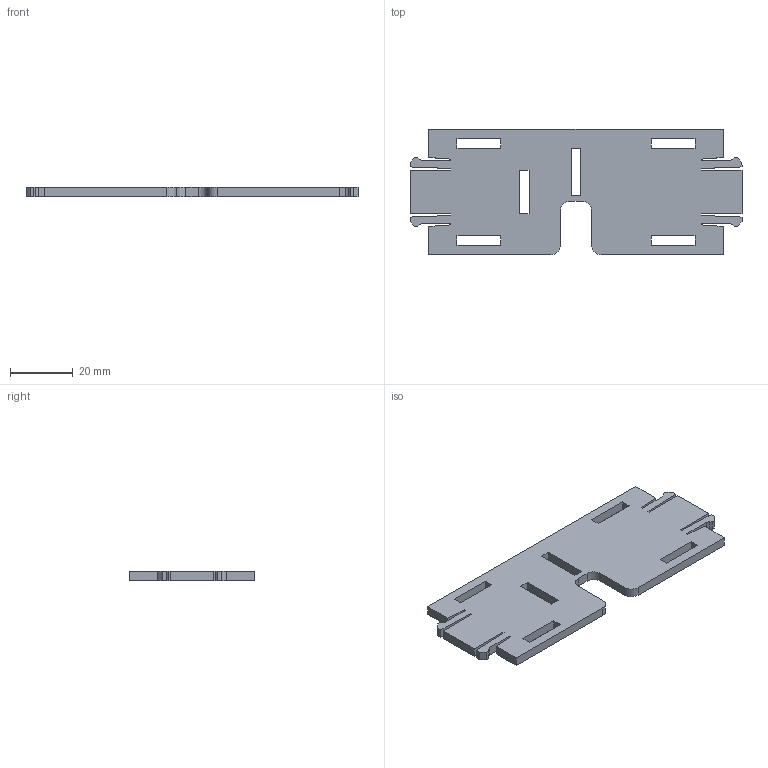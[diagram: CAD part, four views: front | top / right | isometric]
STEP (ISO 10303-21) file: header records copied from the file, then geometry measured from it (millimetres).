
FILE_DESCRIPTION (( 'STEP AP203' ), '1' );
FILE_NAME ('mouth-frame-5.step', '2015-02-17T13:11:02', ( 'Cesar' ), ( '' ), 'SwSTEP 2.0', 'SolidWorks 2013', '' );
FILE_SCHEMA (( 'CONFIG_CONTROL_DESIGN' ));
Length unit declared in the file: millimetre
Products named in the file (1): mouth-frame-5
Bounding box: 106 x 40 x 3 mm (x, y, z)
Volume: 10569 mm3; surface area: 9100.2 mm2
Topology: 1 solids, 1 shells, 86 faces, 252 edges, 168 vertices
Faces by surface type: plane 82, cylinder 4
Entity records: 2905 total; most frequent: CARTESIAN_POINT 507, ORIENTED_EDGE 504, DIRECTION 434, EDGE_CURVE 252, VECTOR 244, LINE 244, VERTEX_POINT 168, EDGE_LOOP 98
